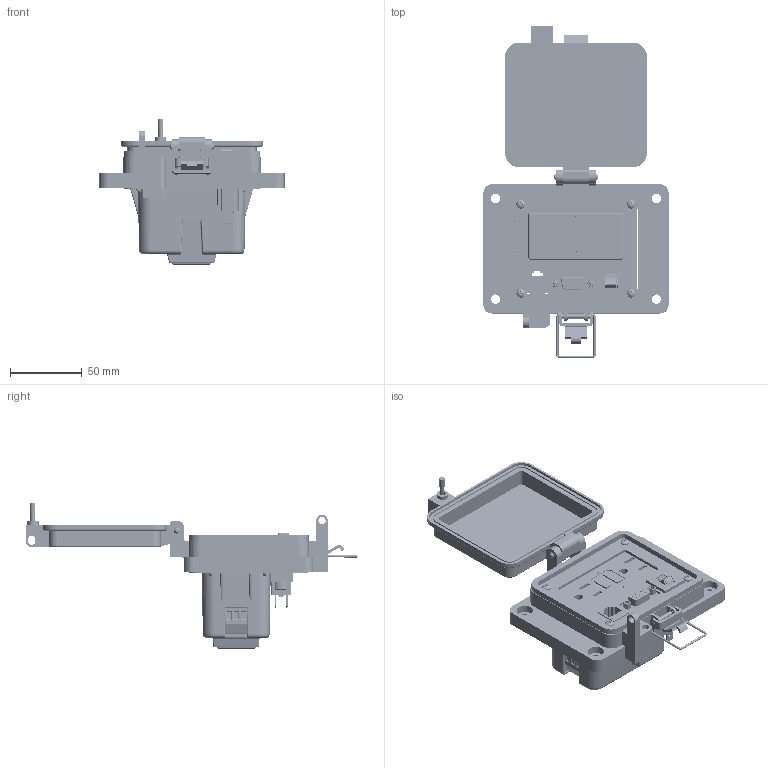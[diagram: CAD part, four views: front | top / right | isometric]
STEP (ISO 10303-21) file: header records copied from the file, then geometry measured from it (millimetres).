
FILE_DESCRIPTION (( 'STEP AP203' ), '1' );
FILE_NAME ('P-Q3R2-K3RF3_3D.STEP', '2021-12-09T14:57:12', ( '' ), ( '' ), 'SwSTEP 2.0', 'SolidWorks 2019', '' );
FILE_SCHEMA (( 'CONFIG_CONTROL_DESIGN' ));
Length unit declared in the file: millimetre
Products named in the file (17): Z-CB-SM; -K3; RF; P-Q3R2-K3RF3_FP060_1; Z-000-4243316TFP; R2; Q3; 92005A124_METRIC PAN HEAD PHILLIPS MACHINE SCREW_92005A124; CBX; P-Q3R2-K3RF3_BP240_1; Z-120-RIOF-SHELL; P-Q3R2-K3RF3_3D; Z-200-OTLT-RIOF-15A; Z-300-RJ45CAT5; P-Q3R2-K3RF3_BP060_1; Z-H-K3_B; Z-200-OTLT-GFIH-15A_sheared
Assembly tree (20 placements, depth 4):
  P-Q3R2-K3RF3_3D
    P-Q3R2-K3RF3_BP240_1
    P-Q3R2-K3RF3_BP060_1
    Z-000-4243316TFP  x2
    Q3
    P-Q3R2-K3RF3_FP060_1
    R2
      Z-300-RJ45CAT5
    RF
      Z-200-OTLT-RIOF-15A
        Z-120-RIOF-SHELL
        Z-200-OTLT-GFIH-15A_sheared
    CBX
      Z-CB-SM
    -K3
      Z-H-K3_B
    92005A124_METRIC PAN HEAD PHILLIPS MACHINE SCREW_92005A124  x4
Bounding box: 129 x 231.18 x 101.5 mm (x, y, z)
Volume: 309543.4 mm3; surface area: 192624.2 mm2
Topology: 45 solids, 51 shells, 6396 faces, 16711 edges, 10612 vertices
Faces by surface type: plane 2642, cylinder 2022, bspline 1393, cone 192, torus 89, sphere 58
Entity records: 243558 total; most frequent: CARTESIAN_POINT 112604, ORIENTED_EDGE 29900, DIRECTION 21930, EDGE_CURVE 14950, VERTEX_POINT 9455, VECTOR 8744, LINE 8744, AXIS2_PLACEMENT_3D 6593
